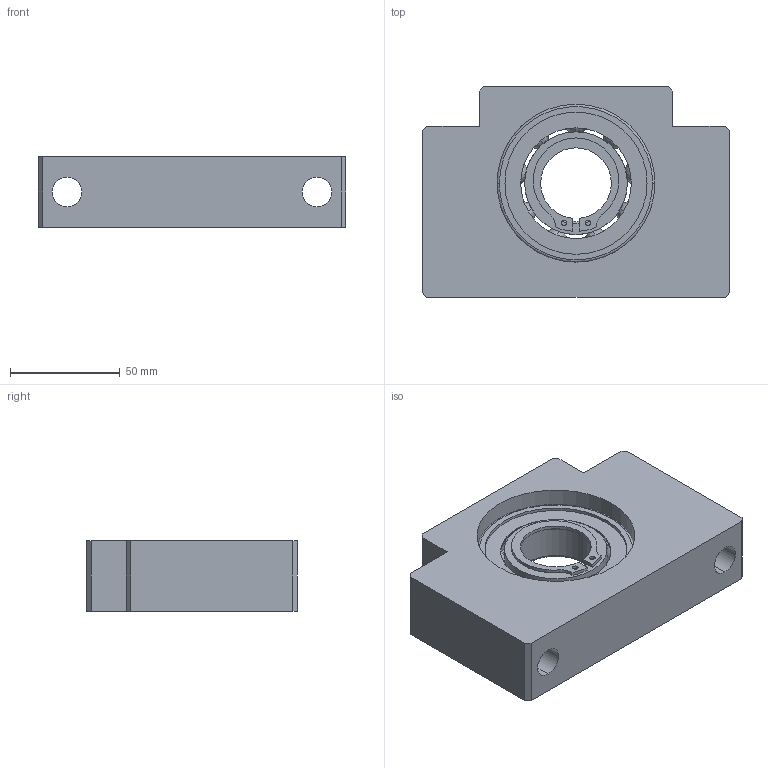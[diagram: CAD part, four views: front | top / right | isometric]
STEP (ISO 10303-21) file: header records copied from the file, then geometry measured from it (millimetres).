
FILE_DESCRIPTION (( 'STEP AP214' ), '1' );
FILE_NAME ('BF35.STEP', '2019-04-04T07:58:56', ( '' ), ( '' ), 'SwSTEP 2.0', 'SolidWorks 2015', '' );
FILE_SCHEMA (( 'AUTOMOTIVE_DESIGN' ));
Length unit declared in the file: millimetre
Products named in the file (1): BF35
Bounding box: 140 x 96 x 32 mm (x, y, z)
Volume: 275624.7 mm3; surface area: 70615.1 mm2
Topology: 3 solids, 3 shells, 740 faces, 2141 edges, 1423 vertices
Faces by surface type: plane 564, bspline 127, cylinder 49
Entity records: 28986 total; most frequent: CARTESIAN_POINT 10260, ORIENTED_EDGE 4282, DIRECTION 3278, EDGE_CURVE 2141, VECTOR 1576, LINE 1576, VERTEX_POINT 1423, AXIS2_PLACEMENT_3D 851
